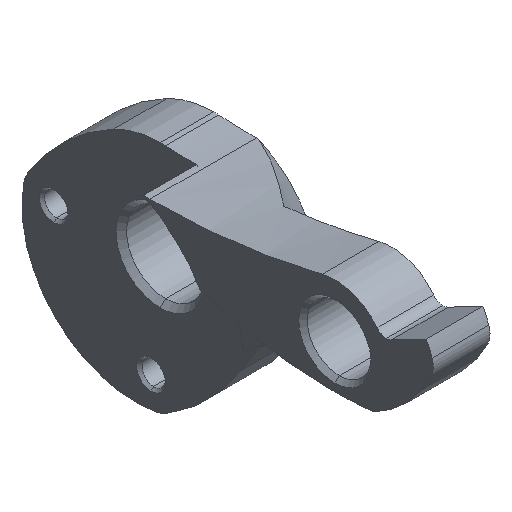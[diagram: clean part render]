
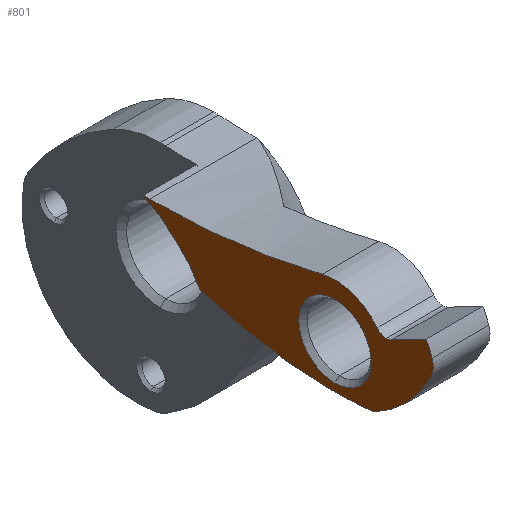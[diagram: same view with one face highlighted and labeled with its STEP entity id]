
A CAD part, isometric view. The second image highlights one B-rep face of the part: STEP entity #801.
In plain terms, the highlighted planar face has unit normal (-1, 0, 0).
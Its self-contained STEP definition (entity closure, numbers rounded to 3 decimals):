
#1 = CARTESIAN_POINT ( 'NONE',  ( -7.5, -45.697, 12.037 ) ) ;
#12 = VERTEX_POINT ( 'NONE', #443 ) ;
#35 = CARTESIAN_POINT ( 'NONE',  ( -7.5, -32.125, 9.5 ) ) ;
#38 = EDGE_LOOP ( 'NONE', ( #1268, #129 ) ) ;
#40 = EDGE_CURVE ( 'NONE', #1062, #825, #1203, .T. ) ;
#45 = AXIS2_PLACEMENT_3D ( 'NONE', #1577, #675, #1733 ) ;
#62 = CARTESIAN_POINT ( 'NONE',  ( -7.5, -30.304, 16.776 ) ) ;
#72 = CIRCLE ( 'NONE', #1408, 60. ) ;
#97 = CIRCLE ( 'NONE', #808, 1.651 ) ;
#110 = ORIENTED_EDGE ( 'NONE', *, *, #137, .F. ) ;
#117 = AXIS2_PLACEMENT_3D ( 'NONE', #276, #1322, #429 ) ;
#125 = VERTEX_POINT ( 'NONE', #1553 ) ;
#129 = ORIENTED_EDGE ( 'NONE', *, *, #1864, .T. ) ;
#137 = EDGE_CURVE ( 'NONE', #1246, #1422, #1025, .T. ) ;
#146 = AXIS2_PLACEMENT_3D ( 'NONE', #383, #1423, #539 ) ;
#159 = DIRECTION ( 'NONE',  ( 1., 0., 0. ) ) ;
#180 = DIRECTION ( 'NONE',  ( 0., 0., -1. ) ) ;
#223 = VECTOR ( 'NONE', #1713, 1000. ) ;
#225 = VERTEX_POINT ( 'NONE', #1518 ) ;
#251 = AXIS2_PLACEMENT_3D ( 'NONE', #348, #1386, #1541 ) ;
#254 = EDGE_CURVE ( 'NONE', #1064, #1529, #264, .T. ) ;
#257 = ORIENTED_EDGE ( 'NONE', *, *, #631, .T. ) ;
#259 = VERTEX_POINT ( 'NONE', #504 ) ;
#264 = CIRCLE ( 'NONE', #251, 7.5 ) ;
#276 = CARTESIAN_POINT ( 'NONE',  ( -7.5, 3.504, -3.504 ) ) ;
#280 = CARTESIAN_POINT ( 'NONE',  ( -7.5, -32.125, 9.5 ) ) ;
#287 = EDGE_CURVE ( 'NONE', #125, #12, #1403, .T. ) ;
#294 = CARTESIAN_POINT ( 'NONE',  ( -7.5, -39.346, 15.121 ) ) ;
#309 = ORIENTED_EDGE ( 'NONE', *, *, #815, .F. ) ;
#318 = EDGE_CURVE ( 'NONE', #225, #965, #1723, .T. ) ;
#323 = FACE_OUTER_BOUND ( 'NONE', #533, .T. ) ;
#348 = CARTESIAN_POINT ( 'NONE',  ( -7.5, -32.125, 9.5 ) ) ;
#362 = ORIENTED_EDGE ( 'NONE', *, *, #1295, .T. ) ;
#383 = CARTESIAN_POINT ( 'NONE',  ( -7.5, -29.379, 19.635 ) ) ;
#404 = CARTESIAN_POINT ( 'NONE',  ( -7.5, -39.346, 15.121 ) ) ;
#429 = DIRECTION ( 'NONE',  ( 0., 0., 1. ) ) ;
#433 = DIRECTION ( 'NONE',  ( 1., 0., 0. ) ) ;
#443 = CARTESIAN_POINT ( 'NONE',  ( -7.5, -44.986, 16.195 ) ) ;
#450 = DIRECTION ( 'NONE',  ( 0., 0., -1. ) ) ;
#452 = CARTESIAN_POINT ( 'NONE',  ( -7.5, -31.697, 63.303 ) ) ;
#471 = DIRECTION ( 'NONE',  ( 1., 0., 0. ) ) ;
#496 = DIRECTION ( 'NONE',  ( 1., 0., 0. ) ) ;
#504 = CARTESIAN_POINT ( 'NONE',  ( -7.5, -13.156, 6.239 ) ) ;
#522 = DIRECTION ( 'NONE',  ( 1., 0., 0. ) ) ;
#533 = EDGE_LOOP ( 'NONE', ( #309, #1532, #257, #988, #110, #1330, #918, #362, #1690, #1695, #1916, #1610 ) ) ;
#539 = DIRECTION ( 'NONE',  ( 0., 0., -1. ) ) ;
#558 = DIRECTION ( 'NONE',  ( 0., 0., -1. ) ) ;
#566 = CARTESIAN_POINT ( 'NONE',  ( -7.5, -38.043, 14.107 ) ) ;
#575 = CIRCLE ( 'NONE', #146, 18. ) ;
#594 = DIRECTION ( 'NONE',  ( 0., 0., 1. ) ) ;
#631 = EDGE_CURVE ( 'NONE', #1554, #1853, #72, .T. ) ;
#651 = AXIS2_PLACEMENT_3D ( 'NONE', #788, #496, #1694 ) ;
#654 = VERTEX_POINT ( 'NONE', #1426 ) ;
#675 = DIRECTION ( 'NONE',  ( 1., 0., 0. ) ) ;
#681 = DIRECTION ( 'NONE',  ( -1., 0., 0. ) ) ;
#708 = FACE_BOUND ( 'NONE', #38, .T. ) ;
#765 = CARTESIAN_POINT ( 'NONE',  ( -7.5, -5.066, 13.79 ) ) ;
#788 = CARTESIAN_POINT ( 'NONE',  ( -7.5, -6.031, 113.785 ) ) ;
#799 = CARTESIAN_POINT ( 'NONE',  ( -7.5, -38.777, 12.963 ) ) ;
#801 = ADVANCED_FACE ( 'NONE', ( #708, #323 ), #867, .F. ) ;
#808 = AXIS2_PLACEMENT_3D ( 'NONE', #294, #1339, #450 ) ;
#815 = EDGE_CURVE ( 'NONE', #259, #965, #1325, .T. ) ;
#821 = AXIS2_PLACEMENT_3D ( 'NONE', #1032, #159, #1192 ) ;
#825 = VERTEX_POINT ( 'NONE', #1166 ) ;
#834 = AXIS2_PLACEMENT_3D ( 'NONE', #404, #1445, #558 ) ;
#867 = PLANE ( 'NONE',  #1550 ) ;
#883 = EDGE_CURVE ( 'NONE', #654, #1529, #97, .T. ) ;
#910 = DIRECTION ( 'NONE',  ( 1., 0., 0. ) ) ;
#918 = ORIENTED_EDGE ( 'NONE', *, *, #287, .F. ) ;
#945 = EDGE_CURVE ( 'NONE', #1064, #225, #1133, .T. ) ;
#965 = VERTEX_POINT ( 'NONE', #765 ) ;
#981 = AXIS2_PLACEMENT_3D ( 'NONE', #1407, #522, #1569 ) ;
#988 = ORIENTED_EDGE ( 'NONE', *, *, #1161, .F. ) ;
#1025 = CIRCLE ( 'NONE', #981, 3. ) ;
#1032 = CARTESIAN_POINT ( 'NONE',  ( -7.5, -32.125, 9.5 ) ) ;
#1062 = VERTEX_POINT ( 'NONE', #1093 ) ;
#1064 = VERTEX_POINT ( 'NONE', #62 ) ;
#1093 = CARTESIAN_POINT ( 'NONE',  ( -7.5, -32.125, 14.6 ) ) ;
#1118 = AXIS2_PLACEMENT_3D ( 'NONE', #452, #1489, #594 ) ;
#1125 = EDGE_CURVE ( 'NONE', #12, #1246, #1685, .T. ) ;
#1133 = CIRCLE ( 'NONE', #1611, 100. ) ;
#1161 = EDGE_CURVE ( 'NONE', #1422, #1853, #575, .T. ) ;
#1166 = CARTESIAN_POINT ( 'NONE',  ( -7.5, -32.125, 4.4 ) ) ;
#1182 = CARTESIAN_POINT ( 'NONE',  ( -7.5, -37.533, 3.588 ) ) ;
#1192 = DIRECTION ( 'NONE',  ( 0., 0., -1. ) ) ;
#1203 = CIRCLE ( 'NONE', #1818, 5.1 ) ;
#1226 = CIRCLE ( 'NONE', #821, 5.1 ) ;
#1246 = VERTEX_POINT ( 'NONE', #1748 ) ;
#1268 = ORIENTED_EDGE ( 'NONE', *, *, #40, .T. ) ;
#1295 = EDGE_CURVE ( 'NONE', #125, #654, #1438, .T. ) ;
#1311 = CIRCLE ( 'NONE', #1118, 60. ) ;
#1322 = DIRECTION ( 'NONE',  ( -1., 0., 0. ) ) ;
#1325 = CIRCLE ( 'NONE', #117, 19.3 ) ;
#1330 = ORIENTED_EDGE ( 'NONE', *, *, #1125, .F. ) ;
#1339 = DIRECTION ( 'NONE',  ( 1., 0., 0. ) ) ;
#1359 = CARTESIAN_POINT ( 'NONE',  ( -7.5, -6.031, 113.785 ) ) ;
#1386 = DIRECTION ( 'NONE',  ( 1., 0., 0. ) ) ;
#1403 = LINE ( 'NONE', #799, #223 ) ;
#1407 = CARTESIAN_POINT ( 'NONE',  ( -7.5, -42.978, 13.304 ) ) ;
#1408 = AXIS2_PLACEMENT_3D ( 'NONE', #1582, #681, #1739 ) ;
#1422 = VERTEX_POINT ( 'NONE', #1 ) ;
#1423 = DIRECTION ( 'NONE',  ( 1., 0., 0. ) ) ;
#1426 = CARTESIAN_POINT ( 'NONE',  ( -7.5, -39.346, 13.47 ) ) ;
#1438 = CIRCLE ( 'NONE', #834, 1.651 ) ;
#1445 = DIRECTION ( 'NONE',  ( 1., 0., 0. ) ) ;
#1468 = DIRECTION ( 'NONE',  ( 0., 0., -1. ) ) ;
#1489 = DIRECTION ( 'NONE',  ( -1., 0., 0. ) ) ;
#1503 = DIRECTION ( 'NONE',  ( 0., 0., -1. ) ) ;
#1518 = CARTESIAN_POINT ( 'NONE',  ( -7.5, -6.031, 13.785 ) ) ;
#1529 = VERTEX_POINT ( 'NONE', #566 ) ;
#1532 = ORIENTED_EDGE ( 'NONE', *, *, #1865, .T. ) ;
#1541 = DIRECTION ( 'NONE',  ( 0., 0., -1. ) ) ;
#1550 = AXIS2_PLACEMENT_3D ( 'NONE', #280, #433, #1468 ) ;
#1553 = CARTESIAN_POINT ( 'NONE',  ( -7.5, -40.109, 13.656 ) ) ;
#1554 = VERTEX_POINT ( 'NONE', #1624 ) ;
#1569 = DIRECTION ( 'NONE',  ( 0., 0., 1. ) ) ;
#1577 = CARTESIAN_POINT ( 'NONE',  ( -7.5, -32.125, 9.5 ) ) ;
#1582 = CARTESIAN_POINT ( 'NONE',  ( -7.5, -31.697, 63.303 ) ) ;
#1610 = ORIENTED_EDGE ( 'NONE', *, *, #318, .T. ) ;
#1611 = AXIS2_PLACEMENT_3D ( 'NONE', #1359, #471, #1503 ) ;
#1624 = CARTESIAN_POINT ( 'NONE',  ( -7.5, -31.697, 3.303 ) ) ;
#1685 = CIRCLE ( 'NONE', #45, 14.5 ) ;
#1690 = ORIENTED_EDGE ( 'NONE', *, *, #883, .T. ) ;
#1694 = DIRECTION ( 'NONE',  ( 0., 0., -1. ) ) ;
#1695 = ORIENTED_EDGE ( 'NONE', *, *, #254, .F. ) ;
#1713 = DIRECTION ( 'NONE',  ( 0., -0.887, 0.462 ) ) ;
#1723 = CIRCLE ( 'NONE', #651, 100. ) ;
#1733 = DIRECTION ( 'NONE',  ( 0., 0., -1. ) ) ;
#1739 = DIRECTION ( 'NONE',  ( 0., 0., 1. ) ) ;
#1748 = CARTESIAN_POINT ( 'NONE',  ( -7.5, -45.809, 14.296 ) ) ;
#1818 = AXIS2_PLACEMENT_3D ( 'NONE', #35, #910, #180 ) ;
#1853 = VERTEX_POINT ( 'NONE', #1182 ) ;
#1864 = EDGE_CURVE ( 'NONE', #825, #1062, #1226, .T. ) ;
#1865 = EDGE_CURVE ( 'NONE', #259, #1554, #1311, .T. ) ;
#1916 = ORIENTED_EDGE ( 'NONE', *, *, #945, .T. ) ;
